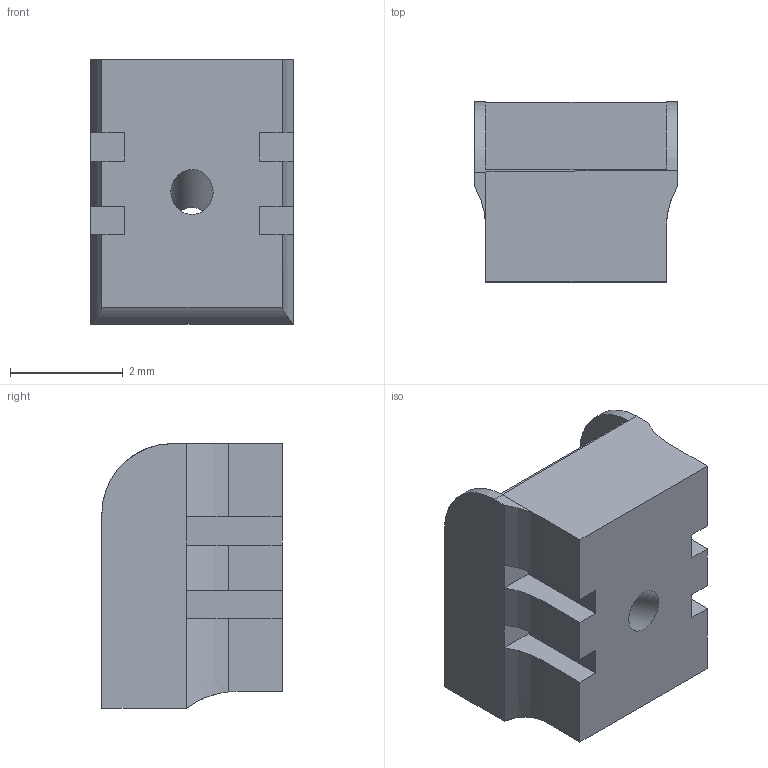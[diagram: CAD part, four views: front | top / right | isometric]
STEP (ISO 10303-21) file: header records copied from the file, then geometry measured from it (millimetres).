
FILE_DESCRIPTION(/* description */ (''),/* implementation_level */ '2;1');
FILE_NAME(/* name */ 'base_v09.step',/* time_stamp */ '2021-03-09T13:09:30-05:00',/* author */ (''),/* organization */ (''),/* preprocessor_version */ 'ST-DEVELOPER v18.1',/* originating_system */ 'Autodesk Translation Framework v9.10.0.1330',/* authorisation */ '');
FILE_SCHEMA (('AUTOMOTIVE_DESIGN { 1 0 10303 214 3 1 1 }'));
Length unit declared in the file: millimetre
Products named in the file (1): base
Bounding box: 3.6 x 3.2 x 4.7 mm (x, y, z)
Volume: 28.9 mm3; surface area: 114.3 mm2
Topology: 1 solids, 1 shells, 66 faces, 169 edges, 109 vertices
Faces by surface type: plane 56, cylinder 6, bspline 4
Full cylindrical faces by diameter (mm): 0.75 x1
Entity records: 2197 total; most frequent: CARTESIAN_POINT 589, ORIENTED_EDGE 338, DIRECTION 293, EDGE_CURVE 169, LINE 143, VECTOR 143, VERTEX_POINT 109, AXIS2_PLACEMENT_3D 75
